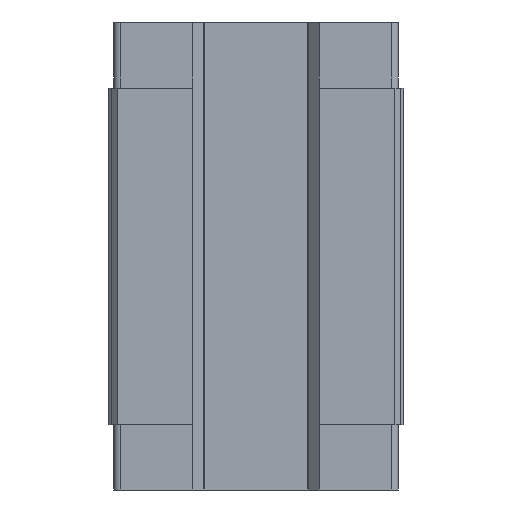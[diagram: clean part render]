
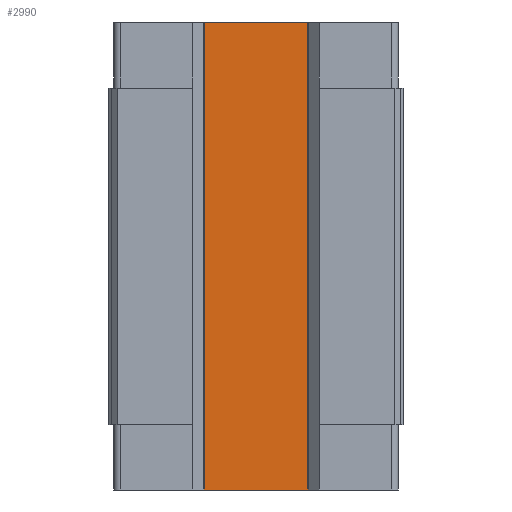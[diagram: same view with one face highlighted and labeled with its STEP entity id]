
A CAD part, front view. The second image highlights one B-rep face of the part: STEP entity #2990.
In plain terms, the highlighted planar face has unit normal (0, -1, 0).
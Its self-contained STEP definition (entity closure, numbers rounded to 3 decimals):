
#1621 = EDGE_CURVE ( 'NONE', #2939, #2894, #6562, .T. ) ;
#2891 = VERTEX_POINT ( 'NONE', #10052 ) ;
#2893 = EDGE_CURVE ( 'NONE', #2894, #2891, #10051, .T. ) ;
#2894 = VERTEX_POINT ( 'NONE', #10047 ) ;
#2906 = ORIENTED_EDGE ( 'NONE', *, *, #2893, .T. ) ;
#2907 = ORIENTED_EDGE ( 'NONE', *, *, #2954, .T. ) ;
#2920 = EDGE_CURVE ( 'NONE', #2951, #2939, #10036, .T. ) ;
#2939 = VERTEX_POINT ( 'NONE', #9632 ) ;
#2951 = VERTEX_POINT ( 'NONE', #9627 ) ;
#2954 = EDGE_CURVE ( 'NONE', #2891, #2951, #9626, .T. ) ;
#2990 = ADVANCED_FACE ( 'NONE', ( #10094 ), #10093, .T. ) ;
#2991 = EDGE_LOOP ( 'NONE', ( #2992, #2993, #2906, #2907 ) ) ;
#2992 = ORIENTED_EDGE ( 'NONE', *, *, #2920, .T. ) ;
#2993 = ORIENTED_EDGE ( 'NONE', *, *, #1621, .T. ) ;
#6559 = DIRECTION ( 'NONE',  ( 0., 0., 1. ) ) ;
#6560 = VECTOR ( 'NONE', #6559, 1000. ) ;
#6561 = CARTESIAN_POINT ( 'NONE',  ( 23., 0., -72.1 ) ) ;
#6562 = LINE ( 'NONE', #6561, #6560 ) ;
#9623 = DIRECTION ( 'NONE',  ( 0., 0., -1. ) ) ;
#9624 = VECTOR ( 'NONE', #9623, 1000. ) ;
#9625 = CARTESIAN_POINT ( 'NONE',  ( -23., 0., -72.1 ) ) ;
#9626 = LINE ( 'NONE', #9625, #9624 ) ;
#9627 = CARTESIAN_POINT ( 'NONE',  ( -23., 0., -100.1 ) ) ;
#9632 = CARTESIAN_POINT ( 'NONE',  ( 23., 0., -100.1 ) ) ;
#10033 = DIRECTION ( 'NONE',  ( 1., 0., 0. ) ) ;
#10034 = VECTOR ( 'NONE', #10033, 1000. ) ;
#10035 = CARTESIAN_POINT ( 'NONE',  ( -23., 0., -100.1 ) ) ;
#10036 = LINE ( 'NONE', #10035, #10034 ) ;
#10047 = CARTESIAN_POINT ( 'NONE',  ( 23., 0., 100.1 ) ) ;
#10048 = DIRECTION ( 'NONE',  ( -1., 0., 0. ) ) ;
#10049 = VECTOR ( 'NONE', #10048, 1000. ) ;
#10050 = CARTESIAN_POINT ( 'NONE',  ( -23., 0., 100.1 ) ) ;
#10051 = LINE ( 'NONE', #10050, #10049 ) ;
#10052 = CARTESIAN_POINT ( 'NONE',  ( -23., 0., 100.1 ) ) ;
#10093 = PLANE ( 'NONE',  #10152 ) ;
#10094 = FACE_OUTER_BOUND ( 'NONE', #2991, .T. ) ;
#10149 = DIRECTION ( 'NONE',  ( 0., 0., -1. ) ) ;
#10150 = DIRECTION ( 'NONE',  ( 0., -1., 0. ) ) ;
#10151 = CARTESIAN_POINT ( 'NONE',  ( -23., 0., -72.1 ) ) ;
#10152 = AXIS2_PLACEMENT_3D ( 'NONE', #10151, #10150, #10149 ) ;
